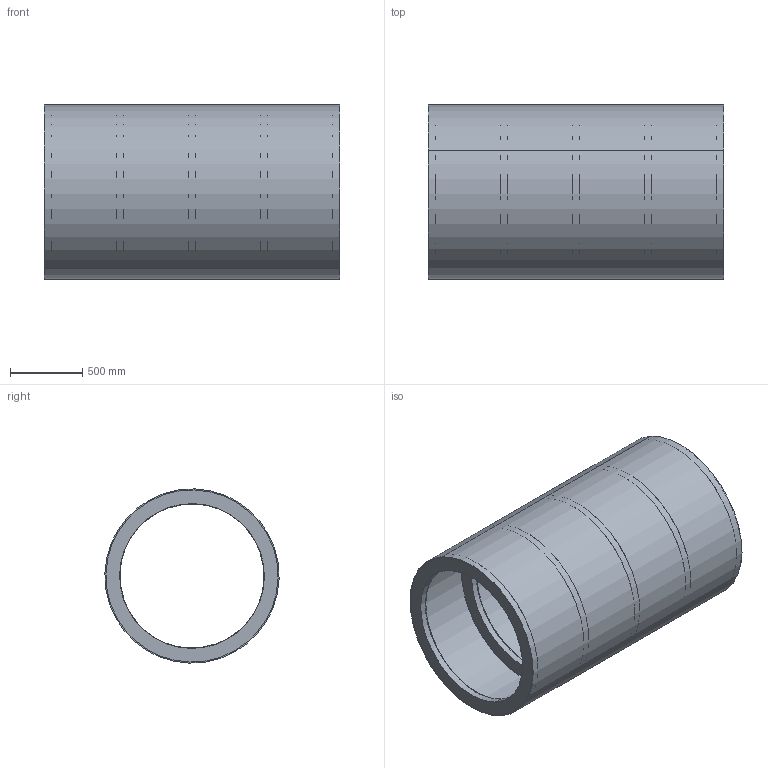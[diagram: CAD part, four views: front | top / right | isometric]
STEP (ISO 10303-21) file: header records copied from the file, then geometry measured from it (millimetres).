
FILE_DESCRIPTION(('CATIA V5 STEP Exchange'),'2;1');
FILE_NAME('Part1 02.1.stp','2022-05-15T11:57:34+00:00',('none'),('none'),'CATIA Version 5 Release 21 GA (IN-10)','CATIA V5 STEP AP203','none');
FILE_SCHEMA(('CONFIG_CONTROL_DESIGN'));
Length unit declared in the file: millimetre
Products named in the file (1): Part1
Bounding box: 2050 x 1209.66 x 1209.66 mm (x, y, z)
Volume: 51329699.6 mm3; surface area: 23695619.3 mm2
Topology: 1 solids, 6 shells, 60 faces, 120 edges, 80 vertices
Faces by surface type: cylinder 40, plane 20
Entity records: 1990 total; most frequent: CARTESIAN_POINT 767, ORIENTED_EDGE 240, DIRECTION 192, EDGE_CURVE 120, AXIS2_PLACEMENT_3D 107, EDGE_LOOP 80, VERTEX_POINT 80, ADVANCED_FACE 60
